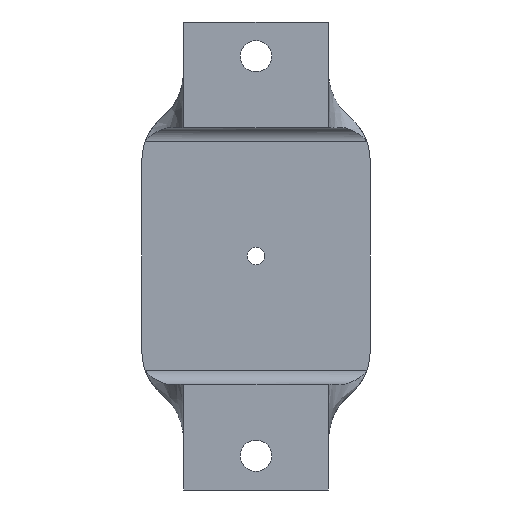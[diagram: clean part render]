
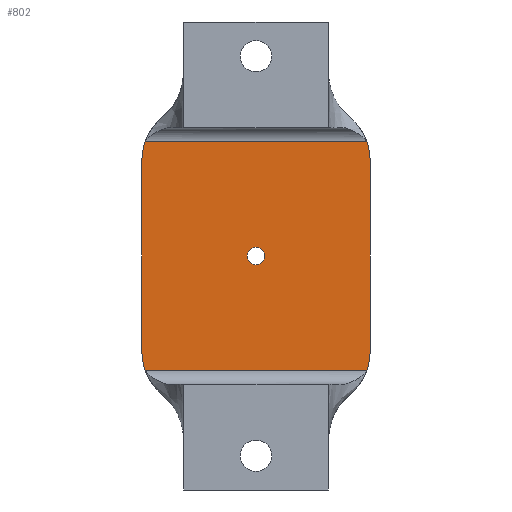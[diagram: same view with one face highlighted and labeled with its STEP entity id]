
A CAD part, front view. The second image highlights one B-rep face of the part: STEP entity #802.
In plain terms, the highlighted planar face has unit normal (0, -1, 0).
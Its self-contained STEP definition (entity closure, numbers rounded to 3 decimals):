
#35=FACE_BOUND('',#156,.T.);
#69=PLANE('',#896);
#108=FACE_OUTER_BOUND('',#155,.T.);
#155=EDGE_LOOP('',(#701,#702,#703,#704,#705,#706,#707,#708));
#156=EDGE_LOOP('',(#709));
#204=LINE('',#1267,#273);
#209=LINE('',#1324,#278);
#230=LINE('',#1703,#299);
#231=LINE('',#1705,#300);
#273=VECTOR('',#1009,10.);
#278=VECTOR('',#1018,10.);
#299=VECTOR('',#1101,10.);
#300=VECTOR('',#1102,10.);
#306=CIRCLE('',#837,1.5);
#319=CIRCLE('',#883,10.);
#324=CIRCLE('',#894,10.);
#325=CIRCLE('',#897,10.);
#326=CIRCLE('',#898,10.);
#328=VERTEX_POINT('',#1135);
#368=VERTEX_POINT('',#1250);
#370=VERTEX_POINT('',#1266);
#376=VERTEX_POINT('',#1307);
#378=VERTEX_POINT('',#1323);
#391=VERTEX_POINT('',#1669);
#399=VERTEX_POINT('',#1695);
#400=VERTEX_POINT('',#1701);
#401=VERTEX_POINT('',#1704);
#405=EDGE_CURVE('',#328,#328,#306,.T.);
#457=EDGE_CURVE('',#368,#370,#204,.T.);
#466=EDGE_CURVE('',#376,#378,#209,.T.);
#493=EDGE_CURVE('',#378,#391,#319,.T.);
#508=EDGE_CURVE('',#399,#376,#324,.T.);
#510=EDGE_CURVE('',#400,#368,#325,.T.);
#511=EDGE_CURVE('',#400,#391,#230,.T.);
#512=EDGE_CURVE('',#399,#401,#231,.T.);
#513=EDGE_CURVE('',#370,#401,#326,.T.);
#701=ORIENTED_EDGE('',*,*,#457,.F.);
#702=ORIENTED_EDGE('',*,*,#510,.F.);
#703=ORIENTED_EDGE('',*,*,#511,.T.);
#704=ORIENTED_EDGE('',*,*,#493,.F.);
#705=ORIENTED_EDGE('',*,*,#466,.F.);
#706=ORIENTED_EDGE('',*,*,#508,.F.);
#707=ORIENTED_EDGE('',*,*,#512,.T.);
#708=ORIENTED_EDGE('',*,*,#513,.F.);
#709=ORIENTED_EDGE('',*,*,#405,.T.);
#802=ADVANCED_FACE('',(#108,#35),#69,.T.);
#837=AXIS2_PLACEMENT_3D('',#1137,#917,#918);
#883=AXIS2_PLACEMENT_3D('',#1670,#1062,#1063);
#894=AXIS2_PLACEMENT_3D('',#1697,#1092,#1093);
#896=AXIS2_PLACEMENT_3D('',#1700,#1097,#1098);
#897=AXIS2_PLACEMENT_3D('',#1702,#1099,#1100);
#898=AXIS2_PLACEMENT_3D('',#1706,#1103,#1104);
#917=DIRECTION('center_axis',(0.,1.,0.));
#918=DIRECTION('ref_axis',(1.,0.,0.));
#1009=DIRECTION('',(-1.,0.,0.));
#1018=DIRECTION('',(1.,0.,0.));
#1062=DIRECTION('center_axis',(0.,1.,0.));
#1063=DIRECTION('ref_axis',(0.904,0.,0.427));
#1092=DIRECTION('center_axis',(0.,1.,0.));
#1093=DIRECTION('ref_axis',(-0.904,0.,0.427));
#1097=DIRECTION('center_axis',(0.,-1.,0.));
#1098=DIRECTION('ref_axis',(0.,0.,-1.));
#1099=DIRECTION('center_axis',(0.,1.,0.));
#1100=DIRECTION('ref_axis',(0.904,0.,-0.427));
#1101=DIRECTION('',(0.,0.,1.));
#1102=DIRECTION('',(0.,0.,-1.));
#1103=DIRECTION('center_axis',(0.,1.,0.));
#1104=DIRECTION('ref_axis',(-0.904,0.,-0.427));
#1135=CARTESIAN_POINT('',(-21.5,-10.,-45.));
#1137=CARTESIAN_POINT('Origin',(-20.,-10.,-45.));
#1250=CARTESIAN_POINT('',(-0.568,-10.,-65.));
#1266=CARTESIAN_POINT('',(-39.432,-10.,-65.));
#1267=CARTESIAN_POINT('',(-13.65,-10.,-65.));
#1307=CARTESIAN_POINT('',(-39.432,-10.,-25.));
#1323=CARTESIAN_POINT('',(-0.568,-10.,-25.));
#1324=CARTESIAN_POINT('',(-26.35,-10.,-25.));
#1669=CARTESIAN_POINT('',(0.,-10.,-28.322));
#1670=CARTESIAN_POINT('Origin',(-10.,-10.,-28.322));
#1695=CARTESIAN_POINT('',(-40.,-10.,-28.322));
#1697=CARTESIAN_POINT('Origin',(-30.,-10.,-28.322));
#1700=CARTESIAN_POINT('Origin',(-20.,-10.,-45.));
#1701=CARTESIAN_POINT('',(0.,-10.,-61.678));
#1702=CARTESIAN_POINT('Origin',(-10.,-10.,-61.678));
#1703=CARTESIAN_POINT('',(0.,-10.,0.));
#1704=CARTESIAN_POINT('',(-40.,-10.,-61.678));
#1705=CARTESIAN_POINT('',(-40.,-10.,-90.));
#1706=CARTESIAN_POINT('Origin',(-30.,-10.,-61.678));
